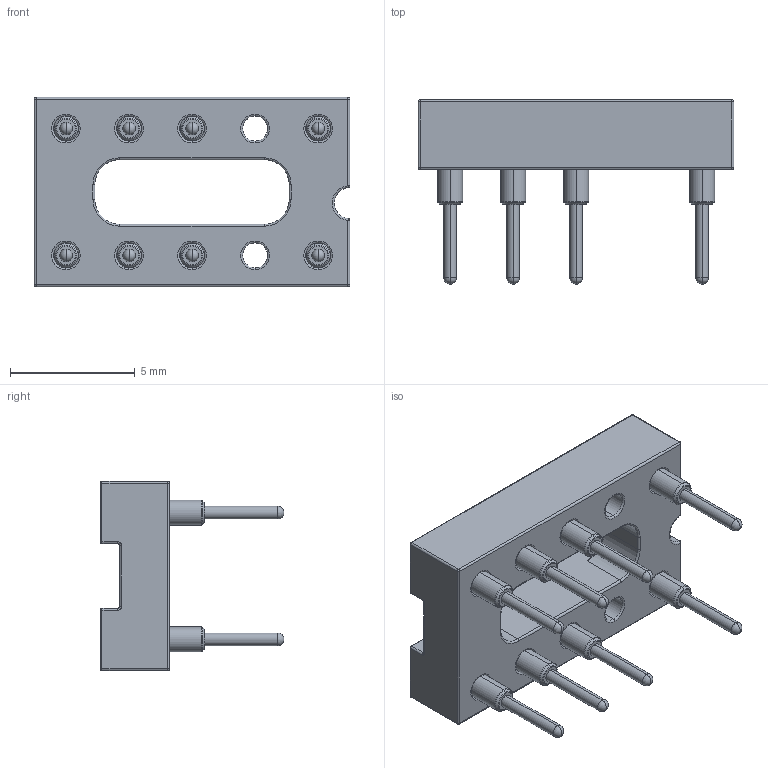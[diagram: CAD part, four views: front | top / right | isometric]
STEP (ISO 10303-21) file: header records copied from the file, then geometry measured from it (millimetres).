
FILE_DESCRIPTION (( 'STEP AP214' ), '1' );
FILE_NAME ('110-xx-210-10-002000.STEP', '2017-10-06T19:15:42', ( '' ), ( '' ), 'SwSTEP 2.0', 'SolidWorks 2014', '' );
FILE_SCHEMA (( 'AUTOMOTIVE_DESIGN' ));
Length unit declared in the file: millimetre
Products named in the file (3): Through-Hole-Pin-SN; 110-xx-210-10-00x000; 110-xx-210-10-002000
Assembly tree (9 placements, depth 2):
  110-xx-210-10-002000
    110-xx-210-10-00x000
    Through-Hole-Pin-SN  x8
Bounding box: 12.65 x 7.37 x 7.59 mm (x, y, z)
Volume: 195.2 mm3; surface area: 625.7 mm2
Topology: 9 solids, 9 shells, 459 faces, 984 edges, 516 vertices
Faces by surface type: torus 206, cylinder 129, cone 64, plane 40, sphere 16, bspline 4
Entity records: 6962 total; most frequent: DIRECTION 1416, CARTESIAN_POINT 1187, ORIENTED_EDGE 1052, AXIS2_PLACEMENT_3D 641, EDGE_CURVE 526, CIRCLE 384, VERTEX_POINT 292, EDGE_LOOP 282
